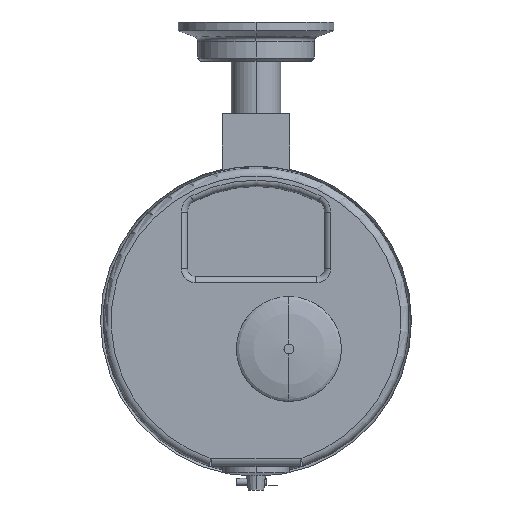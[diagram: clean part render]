
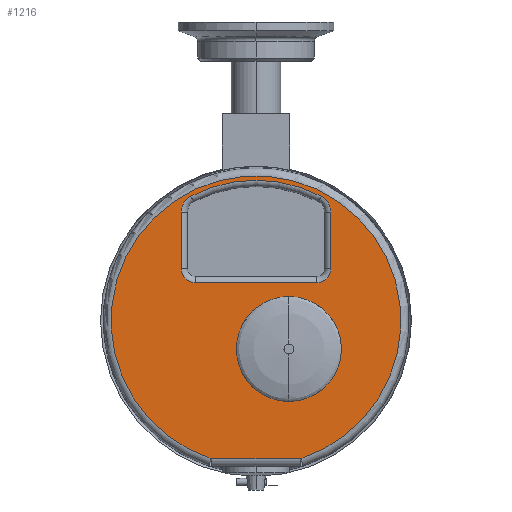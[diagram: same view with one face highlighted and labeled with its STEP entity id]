
A CAD part, front view. The second image highlights one B-rep face of the part: STEP entity #1216.
In plain terms, the highlighted planar face has unit normal (0, -1, 0).
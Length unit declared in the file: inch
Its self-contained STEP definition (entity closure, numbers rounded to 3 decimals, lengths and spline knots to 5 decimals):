
#1=CARTESIAN_POINT('',(0.56604,-0.603,-5.05));
#2=DIRECTION('',(0.,1.,0.));
#3=DIRECTION('',(0.31,0.,-0.951));
#4=AXIS2_PLACEMENT_3D('',#1,#2,#3);
#6=DIRECTION('',(-1.,0.,0.));
#7=VECTOR('',#6,1.13208);
#8=CARTESIAN_POINT('',(0.56604,-0.603,-5.075));
#9=LINE('',#8,#7);
#10=CARTESIAN_POINT('',(-0.56604,-0.603,-5.05));
#11=DIRECTION('',(0.,1.,0.));
#12=DIRECTION('',(0.,0.,-1.));
#13=AXIS2_PLACEMENT_3D('',#10,#11,#12);
#15=CARTESIAN_POINT('',(-0.775,-0.603,-2.65));
#16=DIRECTION('',(0.,1.,0.));
#17=DIRECTION('',(0.,0.,-1.));
#18=AXIS2_PLACEMENT_3D('',#15,#16,#17);
#20=DIRECTION('',(-1.,0.,0.));
#21=VECTOR('',#20,1.55);
#22=CARTESIAN_POINT('',(0.775,-0.603,-2.83));
#23=LINE('',#22,#21);
#24=CARTESIAN_POINT('',(0.775,-0.603,-2.65));
#25=DIRECTION('',(0.,1.,0.));
#26=DIRECTION('',(1.,0.,0.));
#27=AXIS2_PLACEMENT_3D('',#24,#25,#26);
#29=DIRECTION('',(0.,0.,-1.));
#30=VECTOR('',#29,0.72194);
#31=CARTESIAN_POINT('',(0.955,-0.603,-1.92806));
#32=LINE('',#31,#30);
#33=CARTESIAN_POINT('',(0.725,-0.603,-1.92806));
#34=DIRECTION('',(0.,1.,0.));
#35=DIRECTION('',(0.463,0.,0.886));
#36=AXIS2_PLACEMENT_3D('',#33,#34,#35);
#38=CARTESIAN_POINT('',(0.,-0.603,-3.315));
#39=DIRECTION('',(0.,1.,0.));
#40=DIRECTION('',(-0.463,0.,0.886));
#41=AXIS2_PLACEMENT_3D('',#38,#39,#40);
#43=CARTESIAN_POINT('',(-0.725,-0.603,-1.92806));
#44=DIRECTION('',(0.,1.,0.));
#45=DIRECTION('',(-1.,0.,0.));
#46=AXIS2_PLACEMENT_3D('',#43,#44,#45);
#48=DIRECTION('',(0.,0.,1.));
#49=VECTOR('',#48,0.72194);
#50=CARTESIAN_POINT('',(-0.955,-0.603,-2.65));
#51=LINE('',#50,#49);
#52=CARTESIAN_POINT('',(0.42,-0.603,-3.675));
#53=DIRECTION('',(0.,-1.,0.));
#54=DIRECTION('',(0.,0.,1.));
#55=AXIS2_PLACEMENT_3D('',#52,#53,#54);
#57=CARTESIAN_POINT('',(0.42,-0.603,-3.675));
#58=DIRECTION('',(0.,-1.,0.));
#59=DIRECTION('',(0.,0.,-1.));
#60=AXIS2_PLACEMENT_3D('',#57,#58,#59);
#487=CARTESIAN_POINT('',(0.,-0.603,-3.315));
#488=DIRECTION('',(0.,-1.,0.));
#489=DIRECTION('',(0.31,0.,-0.951));
#490=AXIS2_PLACEMENT_3D('',#487,#488,#489);
#1009=CARTESIAN_POINT('',(0.57379,-0.603,-5.07377));
#1010=CARTESIAN_POINT('',(0.56604,-0.603,-5.075));
#1011=VERTEX_POINT('',#1009);
#1012=VERTEX_POINT('',#1010);
#1017=CARTESIAN_POINT('',(-0.56604,-0.603,-5.075));
#1018=VERTEX_POINT('',#1017);
#1019=CARTESIAN_POINT('',(-0.57379,-0.603,-5.07377));
#1020=VERTEX_POINT('',#1019);
#1077=CARTESIAN_POINT('',(-0.775,-0.603,-2.83));
#1078=CARTESIAN_POINT('',(-0.955,-0.603,-2.65));
#1079=VERTEX_POINT('',#1077);
#1080=VERTEX_POINT('',#1078);
#1085=CARTESIAN_POINT('',(-0.955,-0.603,-1.92806));
#1086=VERTEX_POINT('',#1085);
#1089=CARTESIAN_POINT('',(-0.83155,-0.603,-1.72423));
#1090=VERTEX_POINT('',#1089);
#1093=CARTESIAN_POINT('',(0.83155,-0.603,-1.72423));
#1094=VERTEX_POINT('',#1093);
#1097=CARTESIAN_POINT('',(0.955,-0.603,-1.92806));
#1098=VERTEX_POINT('',#1097);
#1101=CARTESIAN_POINT('',(0.955,-0.603,-2.65));
#1102=VERTEX_POINT('',#1101);
#1105=CARTESIAN_POINT('',(0.775,-0.603,-2.83));
#1106=VERTEX_POINT('',#1105);
#1113=CARTESIAN_POINT('',(0.42,-0.603,-3.005));
#1114=CARTESIAN_POINT('',(0.42,-0.603,-4.345));
#1115=VERTEX_POINT('',#1113);
#1116=VERTEX_POINT('',#1114);
#1177=CARTESIAN_POINT('',(0.,-0.603,-3.315));
#1178=DIRECTION('',(0.,-1.,0.));
#1179=DIRECTION('',(0.,0.,1.));
#1180=AXIS2_PLACEMENT_3D('',#1177,#1178,#1179);
#1181=PLANE('',#1180);
#1183=ORIENTED_EDGE('',*,*,#1182,.T.);
#1185=ORIENTED_EDGE('',*,*,#1184,.T.);
#1187=ORIENTED_EDGE('',*,*,#1186,.T.);
#1189=ORIENTED_EDGE('',*,*,#1188,.F.);
#1190=EDGE_LOOP('',(#1183,#1185,#1187,#1189));
#1191=FACE_OUTER_BOUND('',#1190,.F.);
#1193=ORIENTED_EDGE('',*,*,#1192,.F.);
#1195=ORIENTED_EDGE('',*,*,#1194,.F.);
#1197=ORIENTED_EDGE('',*,*,#1196,.F.);
#1199=ORIENTED_EDGE('',*,*,#1198,.F.);
#1201=ORIENTED_EDGE('',*,*,#1200,.F.);
#1203=ORIENTED_EDGE('',*,*,#1202,.F.);
#1205=ORIENTED_EDGE('',*,*,#1204,.F.);
#1207=ORIENTED_EDGE('',*,*,#1206,.F.);
#1208=EDGE_LOOP('',(#1193,#1195,#1197,#1199,#1201,#1203,#1205,#1207));
#1209=FACE_BOUND('',#1208,.F.);
#1211=ORIENTED_EDGE('',*,*,#1210,.T.);
#1213=ORIENTED_EDGE('',*,*,#1212,.T.);
#1214=EDGE_LOOP('',(#1211,#1213));
#1215=FACE_BOUND('',#1214,.F.);
#1216=ADVANCED_FACE('',(#1191,#1209,#1215),#1181,.T.);
#5=CIRCLE('',#4,0.025);
#14=CIRCLE('',#13,0.025);
#19=CIRCLE('',#18,0.18);
#28=CIRCLE('',#27,0.18);
#37=CIRCLE('',#36,0.23);
#42=CIRCLE('',#41,1.795);
#47=CIRCLE('',#46,0.23);
#56=CIRCLE('',#55,0.67);
#61=CIRCLE('',#60,0.67);
#491=CIRCLE('',#490,1.85);
#1182=EDGE_CURVE('',#1011,#1012,#5,.T.);
#1184=EDGE_CURVE('',#1012,#1018,#9,.T.);
#1186=EDGE_CURVE('',#1018,#1020,#14,.T.);
#1188=EDGE_CURVE('',#1011,#1020,#491,.T.);
#1192=EDGE_CURVE('',#1079,#1080,#19,.T.);
#1194=EDGE_CURVE('',#1106,#1079,#23,.T.);
#1196=EDGE_CURVE('',#1102,#1106,#28,.T.);
#1198=EDGE_CURVE('',#1098,#1102,#32,.T.);
#1200=EDGE_CURVE('',#1094,#1098,#37,.T.);
#1202=EDGE_CURVE('',#1090,#1094,#42,.T.);
#1204=EDGE_CURVE('',#1086,#1090,#47,.T.);
#1206=EDGE_CURVE('',#1080,#1086,#51,.T.);
#1210=EDGE_CURVE('',#1115,#1116,#56,.T.);
#1212=EDGE_CURVE('',#1116,#1115,#61,.T.);
